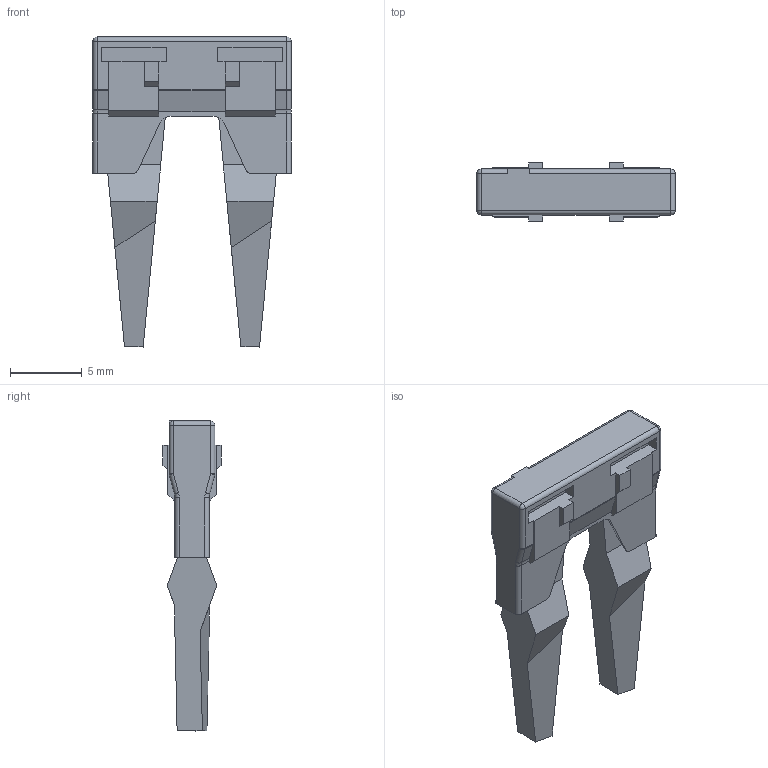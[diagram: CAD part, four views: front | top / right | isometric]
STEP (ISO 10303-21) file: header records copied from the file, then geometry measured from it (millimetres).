
FILE_DESCRIPTION(/* description */ (''),/* implementation_level */ '2;1');
FILE_NAME(/* name */ '17412.8 FIQI 6-10_2.stp',/* time_stamp */ '2018-03-22T13:04:53+01:00',/* author */ (''),/* organization */ (''),/* preprocessor_version */ 'ST-DEVELOPER v16',/* originating_system */ 'SIEMENS PLM Software NX 10.0',/* authorisation */ '');
FILE_SCHEMA (('AP203_CONFIGURATION_CONTROLLED_3D_DESIGN_OF_MECHANICAL_PARTS_AND_ASSEMBLIES_MIM_LF { 1 0 10303 403 2 1 2}'));
Length unit declared in the file: millimetre
Products named in the file (1): scho2F2CFF67zhdd
Bounding box: 13.8 x 4.05 x 21.58 mm (x, y, z)
Volume: 429.9 mm3; surface area: 860.7 mm2
Topology: 1 solids, 3 shells, 202 faces, 535 edges, 336 vertices
Faces by surface type: plane 135, cylinder 43, sphere 8, bspline 8, torus 4, cone 4
Entity records: 6307 total; most frequent: CARTESIAN_POINT 1220, ORIENTED_EDGE 1074, DIRECTION 981, EDGE_CURVE 537, LINE 419, VECTOR 419, VERTEX_POINT 344, AXIS2_PLACEMENT_3D 281
